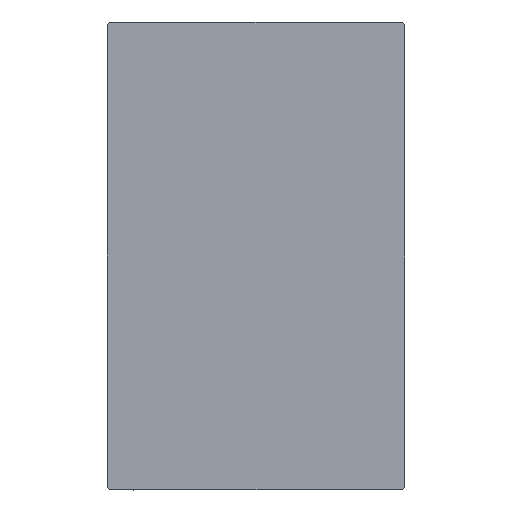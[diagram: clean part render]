
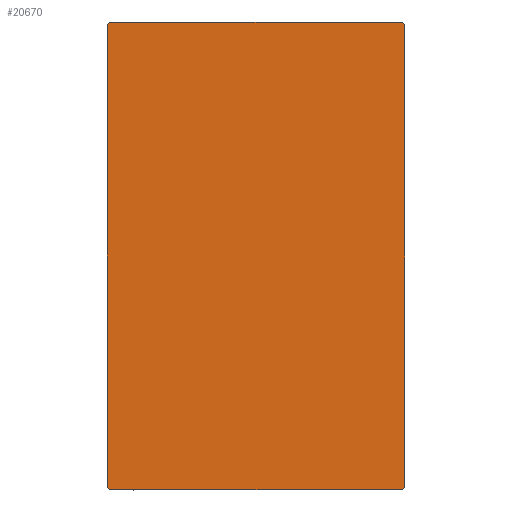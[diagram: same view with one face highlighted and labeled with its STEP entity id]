
A CAD part, left-side view. The second image highlights one B-rep face of the part: STEP entity #20670.
In plain terms, the highlighted face is planar.
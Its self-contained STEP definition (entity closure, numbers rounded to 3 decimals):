
#144 = VECTOR ( 'NONE', #7095, 1000. ) ;
#452 = DIRECTION ( 'NONE',  ( 0., -0.707, 0.707 ) ) ;
#806 = VERTEX_POINT ( 'NONE', #7324 ) ;
#1221 = CARTESIAN_POINT ( 'NONE',  ( 76., 17.5, 27.5 ) ) ;
#3078 = ORIENTED_EDGE ( 'NONE', *, *, #31129, .T. ) ;
#3376 = ORIENTED_EDGE ( 'NONE', *, *, #14666, .T. ) ;
#3612 = CARTESIAN_POINT ( 'NONE',  ( 76., 17.5, 27.2 ) ) ;
#3621 = AXIS2_PLACEMENT_3D ( 'NONE', #29437, #29649, #42654 ) ;
#3875 = ORIENTED_EDGE ( 'NONE', *, *, #32217, .T. ) ;
#4512 = VECTOR ( 'NONE', #24153, 1000. ) ;
#5160 = EDGE_LOOP ( 'NONE', ( #39327, #39315, #28023, #13111, #3875, #24055, #3376, #3078 ) ) ;
#6259 = CARTESIAN_POINT ( 'NONE',  ( 76., -22.35, -22.35 ) ) ;
#6953 = CARTESIAN_POINT ( 'NONE',  ( 76., 22.35, 22.35 ) ) ;
#7095 = DIRECTION ( 'NONE',  ( 0., -0.707, -0.707 ) ) ;
#7324 = CARTESIAN_POINT ( 'NONE',  ( 76., -17.2, 27.5 ) ) ;
#7572 = DIRECTION ( 'NONE',  ( 0., 0., -1. ) ) ;
#8247 = VERTEX_POINT ( 'NONE', #15782 ) ;
#9752 = VERTEX_POINT ( 'NONE', #15902 ) ;
#10345 = VERTEX_POINT ( 'NONE', #29384 ) ;
#11969 = LINE ( 'NONE', #31439, #23669 ) ;
#12229 = DIRECTION ( 'NONE',  ( 0., 0.707, 0.707 ) ) ;
#12736 = CARTESIAN_POINT ( 'NONE',  ( 76., 17.2, -27.5 ) ) ;
#12771 = VERTEX_POINT ( 'NONE', #21680 ) ;
#13111 = ORIENTED_EDGE ( 'NONE', *, *, #16385, .T. ) ;
#13595 = LINE ( 'NONE', #6259, #19652 ) ;
#14238 = LINE ( 'NONE', #17686, #40336 ) ;
#14506 = VECTOR ( 'NONE', #12229, 1000. ) ;
#14666 = EDGE_CURVE ( 'NONE', #8247, #10345, #30489, .T. ) ;
#15782 = CARTESIAN_POINT ( 'NONE',  ( 76., -17.5, 27.2 ) ) ;
#15898 = LINE ( 'NONE', #18690, #14506 ) ;
#15902 = CARTESIAN_POINT ( 'NONE',  ( 76., 17.2, 27.5 ) ) ;
#15907 = EDGE_CURVE ( 'NONE', #19146, #12771, #15898, .T. ) ;
#16385 = EDGE_CURVE ( 'NONE', #16982, #9752, #24437, .T. ) ;
#16982 = VERTEX_POINT ( 'NONE', #3612 ) ;
#17686 = CARTESIAN_POINT ( 'NONE',  ( 76., -17.5, -27.5 ) ) ;
#18690 = CARTESIAN_POINT ( 'NONE',  ( 76., 22.35, -22.35 ) ) ;
#19146 = VERTEX_POINT ( 'NONE', #12736 ) ;
#19652 = VECTOR ( 'NONE', #29393, 1000. ) ;
#19681 = PLANE ( 'NONE',  #3621 ) ;
#19907 = FACE_OUTER_BOUND ( 'NONE', #5160, .T. ) ;
#20486 = LINE ( 'NONE', #1221, #4512 ) ;
#20670 = ADVANCED_FACE ( 'NONE', ( #19907 ), #19681, .T. ) ;
#21033 = EDGE_CURVE ( 'NONE', #806, #8247, #33474, .T. ) ;
#21262 = DIRECTION ( 'NONE',  ( 0., 0., 1. ) ) ;
#21680 = CARTESIAN_POINT ( 'NONE',  ( 76., 17.5, -27.2 ) ) ;
#23669 = VECTOR ( 'NONE', #21262, 1000. ) ;
#24055 = ORIENTED_EDGE ( 'NONE', *, *, #21033, .T. ) ;
#24153 = DIRECTION ( 'NONE',  ( 0., -1., 0. ) ) ;
#24203 = CARTESIAN_POINT ( 'NONE',  ( 76., -17.5, 27.5 ) ) ;
#24437 = LINE ( 'NONE', #6953, #39442 ) ;
#26612 = EDGE_CURVE ( 'NONE', #12771, #16982, #11969, .T. ) ;
#27427 = DIRECTION ( 'NONE',  ( 0., 1., 0. ) ) ;
#28023 = ORIENTED_EDGE ( 'NONE', *, *, #26612, .T. ) ;
#29266 = EDGE_CURVE ( 'NONE', #29798, #19146, #14238, .T. ) ;
#29384 = CARTESIAN_POINT ( 'NONE',  ( 76., -17.5, -27.2 ) ) ;
#29393 = DIRECTION ( 'NONE',  ( 0., 0.707, -0.707 ) ) ;
#29437 = CARTESIAN_POINT ( 'NONE',  ( 76., 0., 0. ) ) ;
#29649 = DIRECTION ( 'NONE',  ( 1., 0., 0. ) ) ;
#29798 = VERTEX_POINT ( 'NONE', #40321 ) ;
#30489 = LINE ( 'NONE', #24203, #38698 ) ;
#31129 = EDGE_CURVE ( 'NONE', #10345, #29798, #13595, .T. ) ;
#31439 = CARTESIAN_POINT ( 'NONE',  ( 76., 17.5, -27.5 ) ) ;
#32217 = EDGE_CURVE ( 'NONE', #9752, #806, #20486, .T. ) ;
#33474 = LINE ( 'NONE', #39987, #144 ) ;
#38698 = VECTOR ( 'NONE', #7572, 1000. ) ;
#39315 = ORIENTED_EDGE ( 'NONE', *, *, #15907, .T. ) ;
#39327 = ORIENTED_EDGE ( 'NONE', *, *, #29266, .T. ) ;
#39442 = VECTOR ( 'NONE', #452, 1000. ) ;
#39987 = CARTESIAN_POINT ( 'NONE',  ( 76., -22.35, 22.35 ) ) ;
#40321 = CARTESIAN_POINT ( 'NONE',  ( 76., -17.2, -27.5 ) ) ;
#40336 = VECTOR ( 'NONE', #27427, 1000. ) ;
#42654 = DIRECTION ( 'NONE',  ( 0., 0., -1. ) ) ;
